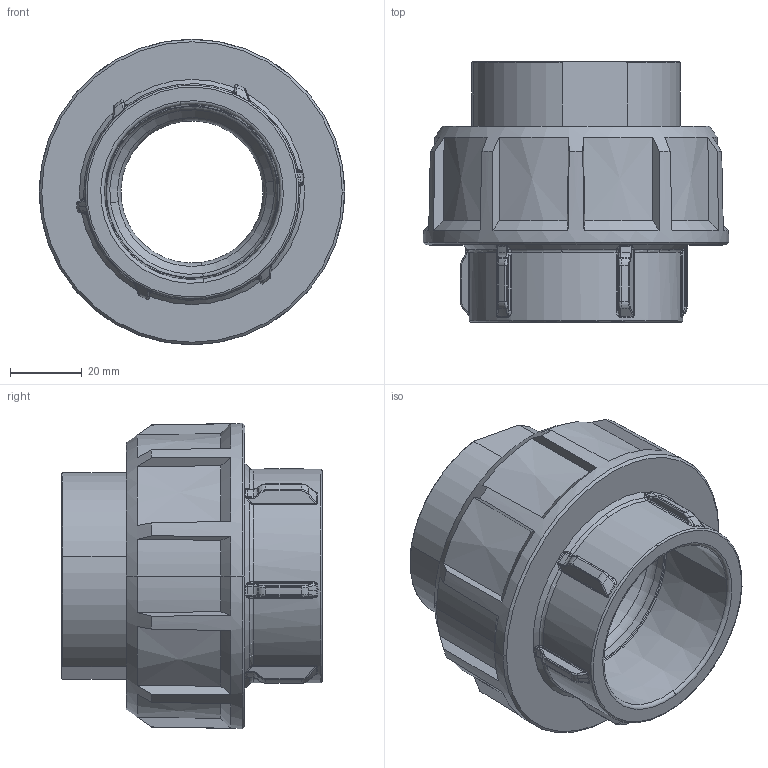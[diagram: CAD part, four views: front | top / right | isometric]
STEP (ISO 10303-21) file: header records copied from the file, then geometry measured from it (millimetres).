
FILE_DESCRIPTION(('STEP AP214'),'1');
FILE_NAME('bifxm050112e.stp','2018-02-12T14:31:19',('TraceParts'),('TraceParts S.A.'),'Spatial InterOp 3D',' ',' ');
FILE_SCHEMA(('automotive_design'));
Length unit declared in the file: millimetre
Products named in the file (3): bifxm050112e_1; bifxm050112e_2; bifxm050112e_3
Bounding box: 85.08 x 72.5 x 85.08 mm (x, y, z)
Volume: 153631.2 mm3; surface area: 53636 mm2
Topology: 3 solids, 3 shells, 378 faces, 944 edges, 579 vertices
Faces by surface type: cylinder 111, bspline 104, torus 61, cone 55, plane 47
Entity records: 16579 total; most frequent: CARTESIAN_POINT 5041, ORIENTED_EDGE 1888, DIRECTION 1670, EDGE_CURVE 944, AXIS2_PLACEMENT_3D 753, VERTEX_POINT 579, CIRCLE 476, EDGE_LOOP 391
